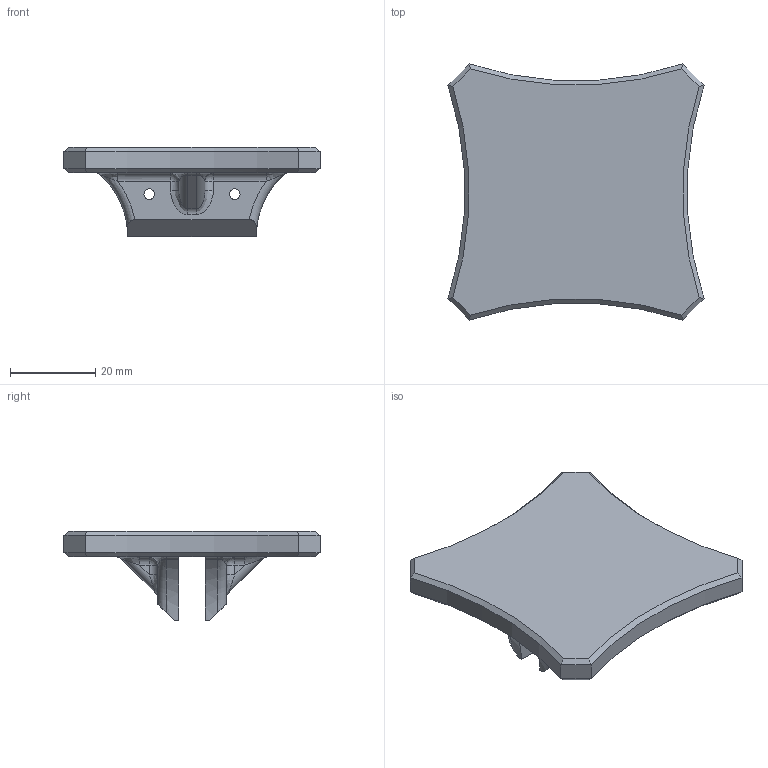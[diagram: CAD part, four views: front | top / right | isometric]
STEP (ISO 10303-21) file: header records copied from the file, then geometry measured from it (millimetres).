
FILE_DESCRIPTION(('FreeCAD Model'),'2;1');
FILE_NAME('Open CASCADE Shape Model','2022-05-02T23:02:23',(''),(''), 'Open CASCADE STEP processor 7.5','FreeCAD','Unknown');
FILE_SCHEMA(('AUTOMOTIVE_DESIGN { 1 0 10303 214 1 1 1 1 }'));
Length unit declared in the file: millimetre
Products named in the file (1): Handle
Bounding box: 60 x 60 x 21 mm (x, y, z)
Volume: 22825.3 mm3; surface area: 9256 mm2
Topology: 1 solids, 1 shells, 98 faces, 238 edges, 138 vertices
Faces by surface type: cylinder 38, plane 28, bspline 14, cone 10, sphere 4, torus 4
Full cylindrical faces by diameter (mm): 2.5 x2, 3.2 x2
Entity records: 4568 total; most frequent: CARTESIAN_POINT 2387, ORIENTED_EDGE 468, DIRECTION 452, EDGE_CURVE 234, AXIS2_PLACEMENT_3D 177, VERTEX_POINT 138, FACE_BOUND 106, EDGE_LOOP 106
